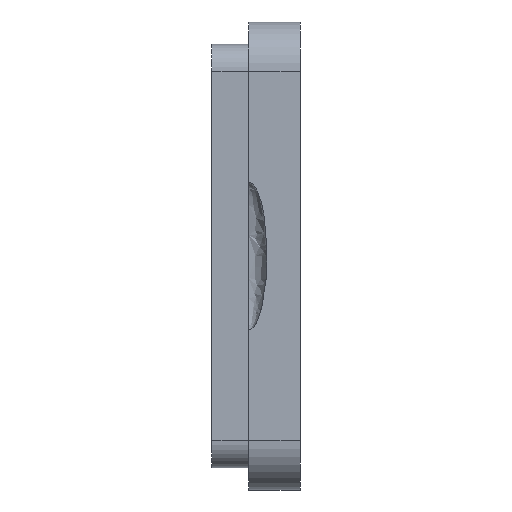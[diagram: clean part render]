
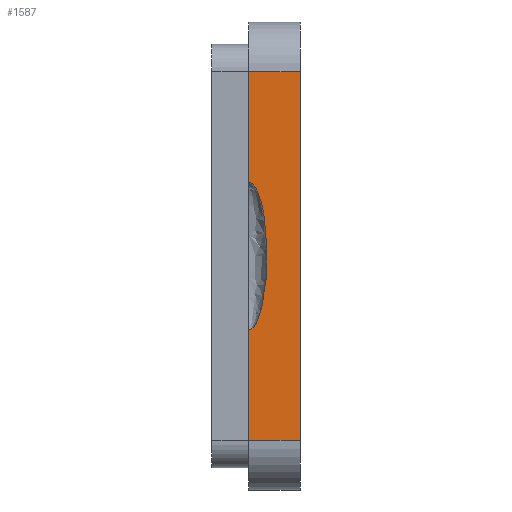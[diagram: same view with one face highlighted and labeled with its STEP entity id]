
A CAD part, left-side view. The second image highlights one B-rep face of the part: STEP entity #1587.
In plain terms, the highlighted planar face has unit normal (-1, 0, 0).
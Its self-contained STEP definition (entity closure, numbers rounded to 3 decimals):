
#113=LINE('',#2397,#290);
#114=LINE('',#2399,#291);
#115=LINE('',#2401,#292);
#116=LINE('',#2403,#293);
#117=LINE('',#2404,#294);
#290=VECTOR('',#1832,10.);
#291=VECTOR('',#1833,10.);
#292=VECTOR('',#1834,10.);
#293=VECTOR('',#1835,10.);
#294=VECTOR('',#1836,10.);
#467=PLANE('',#1686);
#523=FACE_OUTER_BOUND('',#609,.T.);
#609=EDGE_LOOP('',(#1108,#1109,#1110,#1111,#1112,#1113));
#705=B_SPLINE_CURVE_WITH_KNOTS('',3,(#2339,#2340,#2341,#2342,#2343,#2344,
#2345,#2346,#2347,#2348,#2349,#2350,#2351,#2352,#2353,#2354,#2355,#2356,
#2357,#2358,#2359,#2360,#2361,#2362,#2363,#2364,#2365,#2366),
 .UNSPECIFIED.,.F.,.F.,(4,2,2,2,2,2,2,2,2,2,2,2,2,4),(-0.001,
0.,0.021,0.043,0.097,0.257,
0.716,1.284,1.531,1.653,1.701,
1.728,1.749,1.749),.UNSPECIFIED.);
#709=VERTEX_POINT('',#2337);
#710=VERTEX_POINT('',#2338);
#711=VERTEX_POINT('',#2396);
#712=VERTEX_POINT('',#2398);
#713=VERTEX_POINT('',#2400);
#714=VERTEX_POINT('',#2402);
#867=EDGE_CURVE('',#709,#710,#705,.T.);
#869=EDGE_CURVE('',#711,#710,#113,.T.);
#870=EDGE_CURVE('',#712,#711,#114,.T.);
#871=EDGE_CURVE('',#712,#713,#115,.T.);
#872=EDGE_CURVE('',#713,#714,#116,.T.);
#873=EDGE_CURVE('',#709,#714,#117,.T.);
#1108=ORIENTED_EDGE('',*,*,#867,.T.);
#1109=ORIENTED_EDGE('',*,*,#869,.F.);
#1110=ORIENTED_EDGE('',*,*,#870,.F.);
#1111=ORIENTED_EDGE('',*,*,#871,.T.);
#1112=ORIENTED_EDGE('',*,*,#872,.T.);
#1113=ORIENTED_EDGE('',*,*,#873,.F.);
#1587=ADVANCED_FACE('',(#523),#467,.T.);
#1686=AXIS2_PLACEMENT_3D('',#2395,#1830,#1831);
#1830=DIRECTION('center_axis',(-1.,0.,0.));
#1831=DIRECTION('ref_axis',(0.,0.,1.));
#1832=DIRECTION('',(0.,0.,1.));
#1833=DIRECTION('',(0.,1.,0.));
#1834=DIRECTION('',(0.,0.,1.));
#1835=DIRECTION('',(0.,1.,0.));
#1836=DIRECTION('',(0.,0.,1.));
#2337=CARTESIAN_POINT('',(-53.3,7.,10.));
#2338=CARTESIAN_POINT('',(-53.3,7.,-10.));
#2339=CARTESIAN_POINT('Ctrl Pts',(-53.3,7.,10.));
#2340=CARTESIAN_POINT('Ctrl Pts',(-53.3,6.998,10.));
#2341=CARTESIAN_POINT('Ctrl Pts',(-53.3,6.997,10.));
#2342=CARTESIAN_POINT('Ctrl Pts',(-53.3,6.927,9.999));
#2343=CARTESIAN_POINT('Ctrl Pts',(-53.3,6.86,9.988));
#2344=CARTESIAN_POINT('Ctrl Pts',(-53.3,6.724,9.943));
#2345=CARTESIAN_POINT('Ctrl Pts',(-53.3,6.658,9.909));
#2346=CARTESIAN_POINT('Ctrl Pts',(-53.3,6.446,9.77));
#2347=CARTESIAN_POINT('Ctrl Pts',(-53.3,6.315,9.628));
#2348=CARTESIAN_POINT('Ctrl Pts',(-53.3,5.888,9.057));
#2349=CARTESIAN_POINT('Ctrl Pts',(-53.3,5.651,8.454));
#2350=CARTESIAN_POINT('Ctrl Pts',(-53.3,5.067,6.703));
#2351=CARTESIAN_POINT('Ctrl Pts',(-53.3,4.754,4.886));
#2352=CARTESIAN_POINT('Ctrl Pts',(-53.3,4.415,0.282));
#2353=CARTESIAN_POINT('Ctrl Pts',(-53.3,4.487,-2.456));
#2354=CARTESIAN_POINT('Ctrl Pts',(-53.3,4.943,-5.8));
#2355=CARTESIAN_POINT('Ctrl Pts',(-53.3,5.152,-6.915));
#2356=CARTESIAN_POINT('Ctrl Pts',(-53.3,5.613,-8.355));
#2357=CARTESIAN_POINT('Ctrl Pts',(-53.3,5.822,-8.895));
#2358=CARTESIAN_POINT('Ctrl Pts',(-53.3,6.197,-9.481));
#2359=CARTESIAN_POINT('Ctrl Pts',(-53.3,6.326,-9.649));
#2360=CARTESIAN_POINT('Ctrl Pts',(-53.3,6.559,-9.849));
#2361=CARTESIAN_POINT('Ctrl Pts',(-53.3,6.651,-9.91));
#2362=CARTESIAN_POINT('Ctrl Pts',(-53.3,6.83,-9.982));
#2363=CARTESIAN_POINT('Ctrl Pts',(-53.3,6.911,-9.999));
#2364=CARTESIAN_POINT('Ctrl Pts',(-53.3,6.997,-10.));
#2365=CARTESIAN_POINT('Ctrl Pts',(-53.3,6.998,-10.));
#2366=CARTESIAN_POINT('Ctrl Pts',(-53.3,7.,-10.));
#2395=CARTESIAN_POINT('Origin',(-53.3,0.,-25.));
#2396=CARTESIAN_POINT('',(-53.3,7.,-25.));
#2397=CARTESIAN_POINT('',(-53.3,7.,-25.));
#2398=CARTESIAN_POINT('',(-53.3,0.,-25.));
#2399=CARTESIAN_POINT('',(-53.3,0.,-25.));
#2400=CARTESIAN_POINT('',(-53.3,0.,25.));
#2401=CARTESIAN_POINT('',(-53.3,0.,-25.));
#2402=CARTESIAN_POINT('',(-53.3,7.,25.));
#2403=CARTESIAN_POINT('',(-53.3,0.,25.));
#2404=CARTESIAN_POINT('',(-53.3,7.,-25.));
